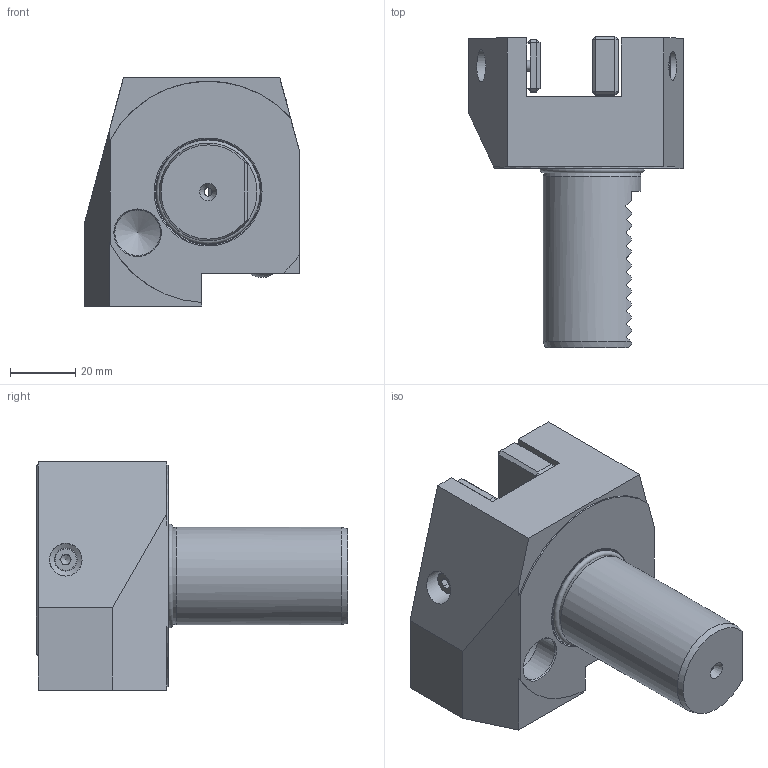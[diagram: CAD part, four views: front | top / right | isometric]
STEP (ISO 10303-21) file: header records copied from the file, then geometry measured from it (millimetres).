
FILE_DESCRIPTION (( 'STEP AP214' ), '1' );
FILE_NAME ('A_B2-30X20X40.STEP', '2020-12-14T15:17:45', ( '' ), ( '' ), 'SwSTEP 2.0', 'SolidWorks 2016', '' );
FILE_SCHEMA (( 'AUTOMOTIVE_DESIGN' ));
Length unit declared in the file: millimetre
Products named in the file (1): A_B2-30X20X40
Bounding box: 66.1 x 95.5 x 70 mm (x, y, z)
Surface area: 32513.7 mm2 (no closed solid volume)
Topology: 0 solids, 22 shells, 221 faces, 662 edges, 456 vertices
Faces by surface type: plane 161, cylinder 38, cone 17, torus 4, sphere 1
Full cylindrical faces by diameter (mm): 1.7 x1, 2.1 x1, 2.5 x1, 3.3 x1, 4.2 x2, 6 x1, 6.366 x1, 6.8 x1, 7 x1, 8 x1, 8.5 x1, 9 x1, 10 x2, 11.57 x1, 12 x1, 14 x1, 30 x1
Entity records: 9704 total; most frequent: CARTESIAN_POINT 1768, DIRECTION 1077, ORIENTED_EDGE 1018, EDGE_CURVE 609, VERTEX_POINT 443, VECTOR 413, LINE 413, AXIS2_PLACEMENT_3D 332
